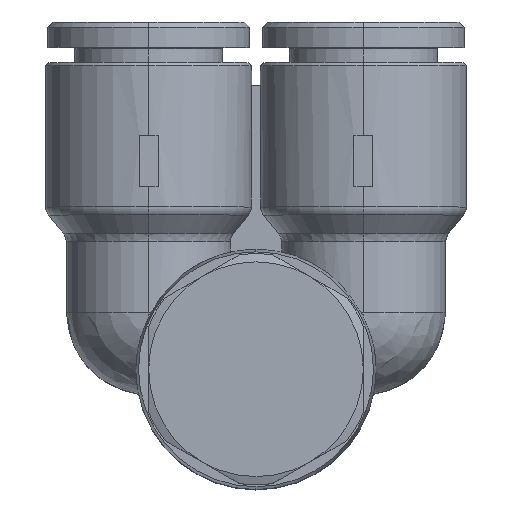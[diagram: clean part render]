
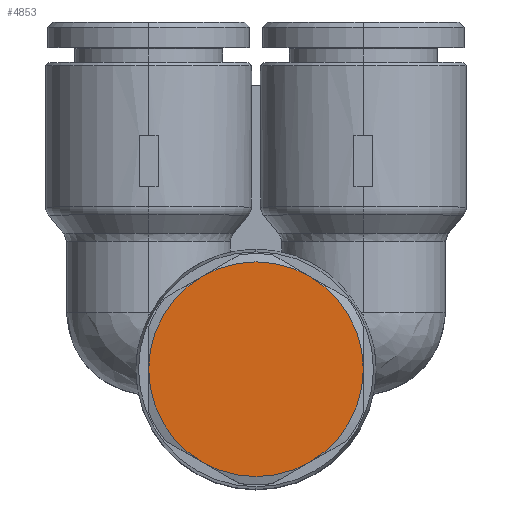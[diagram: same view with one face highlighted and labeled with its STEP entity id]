
A CAD part, top view. The second image highlights one B-rep face of the part: STEP entity #4853.
In plain terms, the highlighted planar face has unit normal (0, 0, 1).
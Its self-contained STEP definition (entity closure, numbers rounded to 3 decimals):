
#4223=CARTESIAN_POINT('',(3.5,0.0,11.3));
#4224=VERTEX_POINT('',#4223);
#4247=CARTESIAN_POINT('',(10.861,4.25,11.3));
#4248=VERTEX_POINT('',#4247);
#4262=CARTESIAN_POINT('',(3.5,8.5,11.3));
#4263=DIRECTION('',(0.0,0.0,1.0));
#4264=DIRECTION('',(0.0,1.0,0.0));
#4265=AXIS2_PLACEMENT_3D('',#4262,#4263,#4264);
#4266=CIRCLE('',#4265,8.5);
#4267=EDGE_CURVE('',#4224,#4248,#4266,.T.);
#4277=CARTESIAN_POINT('',(10.861,12.75,11.3));
#4278=VERTEX_POINT('',#4277);
#4294=CARTESIAN_POINT('',(3.5,8.5,11.3));
#4295=DIRECTION('',(0.0,0.0,1.0));
#4296=DIRECTION('',(0.0,1.0,0.0));
#4297=AXIS2_PLACEMENT_3D('',#4294,#4295,#4296);
#4298=CIRCLE('',#4297,8.5);
#4299=EDGE_CURVE('',#4248,#4278,#4298,.T.);
#4333=CARTESIAN_POINT('',(-3.861,4.25,11.3));
#4334=VERTEX_POINT('',#4333);
#4370=CARTESIAN_POINT('',(3.5,8.5,11.3));
#4371=DIRECTION('',(0.0,0.0,1.0));
#4372=DIRECTION('',(0.0,1.0,0.0));
#4373=AXIS2_PLACEMENT_3D('',#4370,#4371,#4372);
#4374=CIRCLE('',#4373,8.5);
#4375=EDGE_CURVE('',#4334,#4224,#4374,.T.);
#4387=CARTESIAN_POINT('',(-3.861,12.75,11.3));
#4388=VERTEX_POINT('',#4387);
#4424=CARTESIAN_POINT('',(3.5,8.5,11.3));
#4425=DIRECTION('',(0.0,0.0,1.0));
#4426=DIRECTION('',(0.0,1.0,0.0));
#4427=AXIS2_PLACEMENT_3D('',#4424,#4425,#4426);
#4428=CIRCLE('',#4427,8.5);
#4429=EDGE_CURVE('',#4388,#4334,#4428,.T.);
#4439=CARTESIAN_POINT('',(3.5,17.0,11.3));
#4440=VERTEX_POINT('',#4439);
#4456=CARTESIAN_POINT('',(3.5,8.5,11.3));
#4457=DIRECTION('',(0.0,0.0,1.0));
#4458=DIRECTION('',(0.0,1.0,0.0));
#4459=AXIS2_PLACEMENT_3D('',#4456,#4457,#4458);
#4460=CIRCLE('',#4459,8.5);
#4461=EDGE_CURVE('',#4278,#4440,#4460,.T.);
#4530=CARTESIAN_POINT('',(3.5,8.5,11.3));
#4531=DIRECTION('',(0.0,0.0,1.0));
#4532=DIRECTION('',(0.0,1.0,0.0));
#4533=AXIS2_PLACEMENT_3D('',#4530,#4531,#4532);
#4534=CIRCLE('',#4533,8.5);
#4535=EDGE_CURVE('',#4440,#4388,#4534,.T.);
#4840=CARTESIAN_POINT('',(3.5,8.5,11.3));
#4841=DIRECTION('',(0.0,0.0,-1.0));
#4842=DIRECTION('',(0.0,-1.0,0.0));
#4843=AXIS2_PLACEMENT_3D('',#4840,#4841,#4842);
#4844=PLANE('',#4843);
#4845=ORIENTED_EDGE('',*,*,#4299,.T.);
#4846=ORIENTED_EDGE('',*,*,#4461,.T.);
#4847=ORIENTED_EDGE('',*,*,#4535,.T.);
#4848=ORIENTED_EDGE('',*,*,#4429,.T.);
#4849=ORIENTED_EDGE('',*,*,#4375,.T.);
#4850=ORIENTED_EDGE('',*,*,#4267,.T.);
#4851=EDGE_LOOP('',(#4845,#4846,#4847,#4848,#4849,#4850));
#4852=FACE_OUTER_BOUND('',#4851,.T.);
#4853=ADVANCED_FACE('',(#4852),#4844,.F.);
